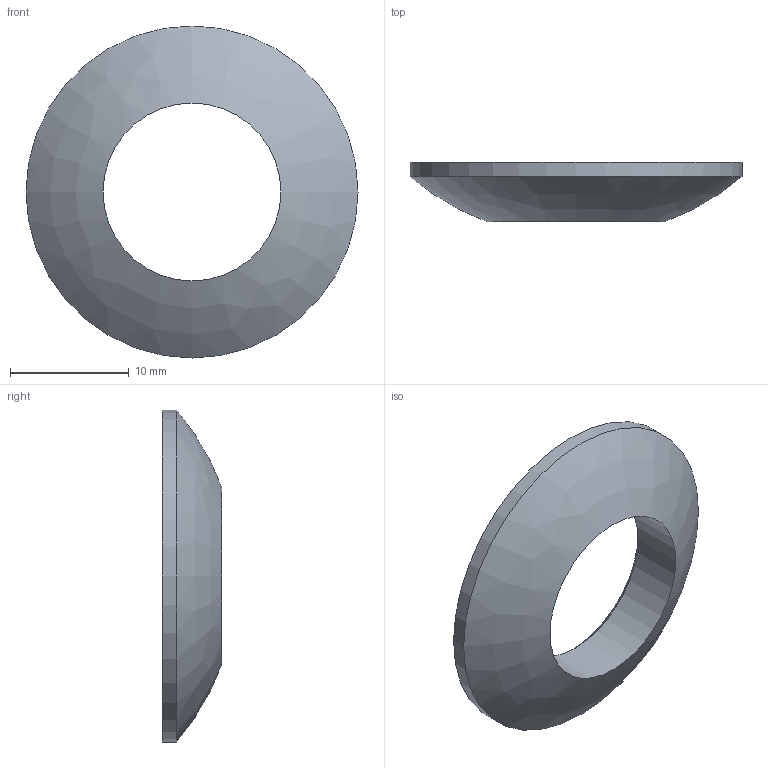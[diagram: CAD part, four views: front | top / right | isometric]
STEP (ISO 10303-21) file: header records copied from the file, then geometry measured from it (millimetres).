
FILE_DESCRIPTION( ( 'STEP AP214' ), '1' );
FILE_NAME( 'K0729.114.stp', '2020-12-09T14:33:18', ( '' ), ( '' ), ' ', 'PARTsolutions', ' ' );
FILE_SCHEMA( ( 'AUTOMOTIVE_DESIGN { 1 0 10303 214 1 1 1 1 }' ) );
Length unit declared in the file: millimetre
Products named in the file (1): _K0729.114
Bounding box: 28 x 5 x 28 mm (x, y, z)
Volume: 1380.5 mm3; surface area: 1282.7 mm2
Topology: 1 solids, 1 shells, 5 faces, 10 edges, 6 vertices
Faces by surface type: cylinder 2, cone 1, bspline 1, plane 1
Full cylindrical faces by diameter (mm): 15 x1, 28 x1
Entity records: 187 total; most frequent: CARTESIAN_POINT 43, DIRECTION 20, AXIS2_PLACEMENT_3D 10, EDGE_LOOP 10, ORIENTED_EDGE 10, FACE_OUTER_BOUND 8, STYLED_ITEM 5, PRESENTATION_STYLE_ASSIGNMENT 5
